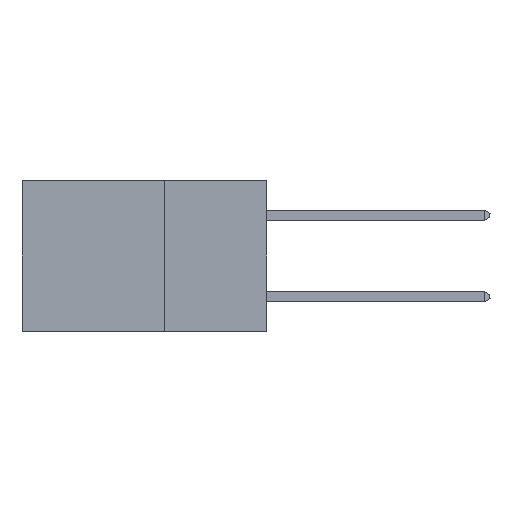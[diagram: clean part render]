
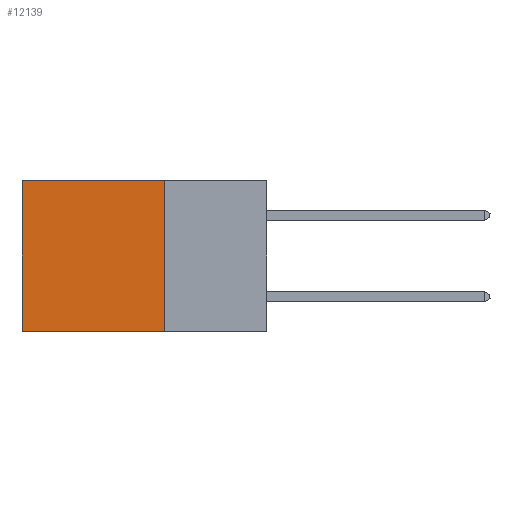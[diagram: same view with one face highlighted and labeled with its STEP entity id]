
A CAD part, left-side view. The second image highlights one B-rep face of the part: STEP entity #12139.
In plain terms, the highlighted planar face has unit normal (-1, 0, 0).
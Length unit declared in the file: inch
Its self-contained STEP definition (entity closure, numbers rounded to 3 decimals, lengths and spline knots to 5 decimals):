
#1770 = CARTESIAN_POINT ( 'NONE',  ( 0.2875, 0.6, -0.37 ) ) ;
#1910 = VECTOR ( 'NONE', #40947, 39.37008 ) ;
#3097 = CARTESIAN_POINT ( 'NONE',  ( 0.2875, 0.6, 0. ) ) ;
#8014 = FACE_OUTER_BOUND ( 'NONE', #33952, .T. ) ;
#10288 = ORIENTED_EDGE ( 'NONE', *, *, #26595, .T. ) ;
#11221 = LINE ( 'NONE', #44770, #1910 ) ;
#11558 = EDGE_CURVE ( 'NONE', #41558, #37232, #32675, .T. ) ;
#12139 = ADVANCED_FACE ( 'NONE', ( #8014 ), #20067, .F. ) ;
#13487 = EDGE_CURVE ( 'NONE', #37232, #42944, #18288, .T. ) ;
#13559 = VECTOR ( 'NONE', #44604, 39.37008 ) ;
#18288 = LINE ( 'NONE', #18493, #22122 ) ;
#18493 = CARTESIAN_POINT ( 'NONE',  ( 0.2875, 0.25, -0.37 ) ) ;
#18898 = LINE ( 'NONE', #35417, #43033 ) ;
#19162 = CARTESIAN_POINT ( 'NONE',  ( 0.2875, 0.25, 0. ) ) ;
#19255 = ORIENTED_EDGE ( 'NONE', *, *, #13487, .F. ) ;
#19785 = AXIS2_PLACEMENT_3D ( 'NONE', #37198, #33672, #44568 ) ;
#20067 = PLANE ( 'NONE',  #19785 ) ;
#21001 = EDGE_CURVE ( 'NONE', #31280, #42944, #18898, .T. ) ;
#22122 = VECTOR ( 'NONE', #43009, 39.37008 ) ;
#26595 = EDGE_CURVE ( 'NONE', #41558, #31280, #11221, .T. ) ;
#28367 = CARTESIAN_POINT ( 'NONE',  ( 0.2875, 0.25, -0.37 ) ) ;
#30037 = CARTESIAN_POINT ( 'NONE',  ( 0.2875, 0.25, 0. ) ) ;
#31280 = VERTEX_POINT ( 'NONE', #3097 ) ;
#31558 = ORIENTED_EDGE ( 'NONE', *, *, #21001, .T. ) ;
#32675 = LINE ( 'NONE', #30037, #13559 ) ;
#33076 = ORIENTED_EDGE ( 'NONE', *, *, #11558, .F. ) ;
#33672 = DIRECTION ( 'NONE',  ( 1., 0., 0. ) ) ;
#33952 = EDGE_LOOP ( 'NONE', ( #31558, #19255, #33076, #10288 ) ) ;
#34798 = DIRECTION ( 'NONE',  ( 0., 0., -1. ) ) ;
#35417 = CARTESIAN_POINT ( 'NONE',  ( 0.2875, 0.6, 0. ) ) ;
#37198 = CARTESIAN_POINT ( 'NONE',  ( 0.2875, 0.25, 0. ) ) ;
#37232 = VERTEX_POINT ( 'NONE', #28367 ) ;
#40947 = DIRECTION ( 'NONE',  ( 0., 1., 0. ) ) ;
#41558 = VERTEX_POINT ( 'NONE', #19162 ) ;
#42944 = VERTEX_POINT ( 'NONE', #1770 ) ;
#43009 = DIRECTION ( 'NONE',  ( 0., 1., 0. ) ) ;
#43033 = VECTOR ( 'NONE', #34798, 39.37008 ) ;
#44568 = DIRECTION ( 'NONE',  ( 0., 0., -1. ) ) ;
#44604 = DIRECTION ( 'NONE',  ( 0., 0., -1. ) ) ;
#44770 = CARTESIAN_POINT ( 'NONE',  ( 0.2875, 0.25, 0. ) ) ;
